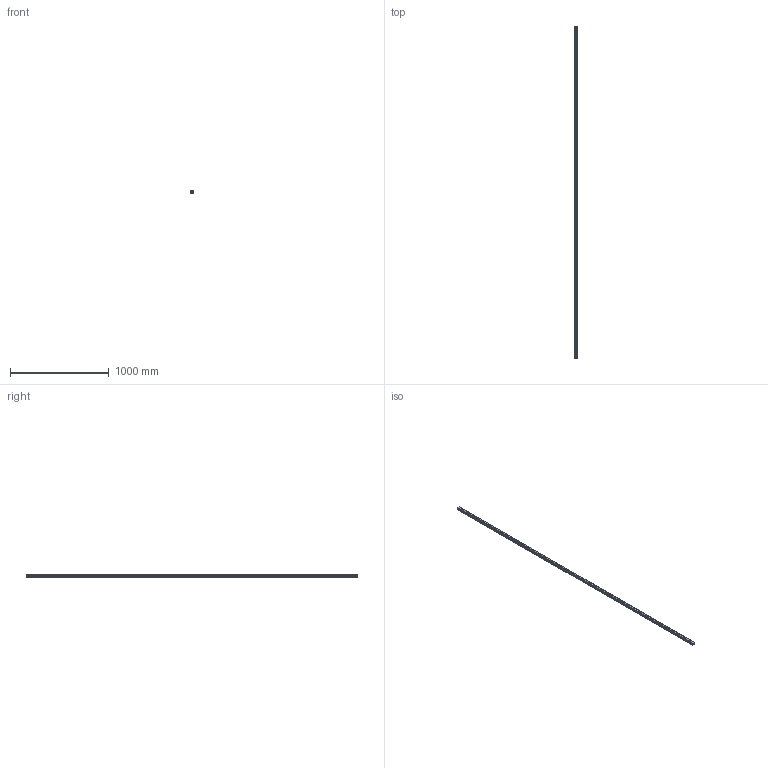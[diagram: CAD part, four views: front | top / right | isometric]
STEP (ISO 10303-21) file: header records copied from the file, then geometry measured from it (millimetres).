
FILE_DESCRIPTION(('STEP AP214'),'1');
FILE_NAME('cctmp_7D15F043-5D7B-4ECF-BFAC-A1D0B3693CE7_2020_6_30_9_24_23_942..stp','2020-06-30T07:24:24',('HIWIN GmbH'),('CADClick - www.CADClick.com'),'Spatial InterOp 3D',' ','unknown authorization');
FILE_SCHEMA(('AUTOMOTIVE_DESIGN'));
Length unit declared in the file: millimetre
Products named in the file (1): HGR30R3370H_FILE
Bounding box: 28 x 3370 x 26 mm (x, y, z)
Volume: 1961059.2 mm3; surface area: 417271.8 mm2
Topology: 1 solids, 1 shells, 493 faces, 1083 edges, 722 vertices
Faces by surface type: cylinder 274, plane 219
Entity records: 17753 total; most frequent: DIRECTION 2619, CARTESIAN_POINT 2299, ORIENTED_EDGE 2166, EDGE_CURVE 1083, AXIS2_PLACEMENT_3D 1042, VERTEX_POINT 722, EDGE_LOOP 623, CIRCLE 548
